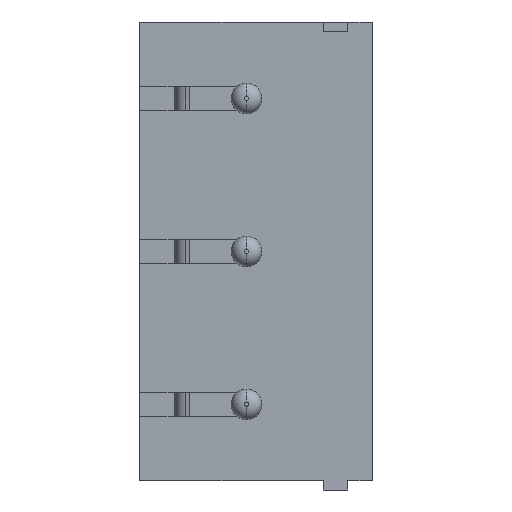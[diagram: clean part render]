
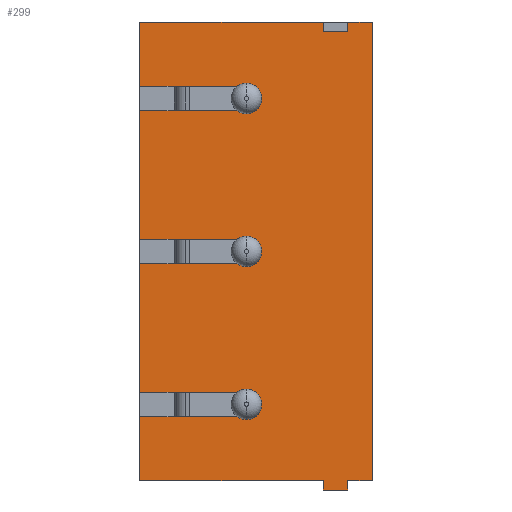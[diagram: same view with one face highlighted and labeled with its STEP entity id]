
A CAD part, front view. The second image highlights one B-rep face of the part: STEP entity #299.
In plain terms, the highlighted planar face has unit normal (0, -1, 0).
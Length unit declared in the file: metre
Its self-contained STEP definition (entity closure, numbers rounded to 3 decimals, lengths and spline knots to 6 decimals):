
#299=ADVANCED_FACE('0:682',(#599),#600,.F.);
#599=FACE_OUTER_BOUND('',#1088,.T.);
#600=PLANE('',#1089);
#1088=EDGE_LOOP('',(#1744,#1745,#1746,#1747,#1748,#1749,#1750,#1751,#1752,#1753,#1754,#1755,#1756,#1757,#1758,#1759,#1760,#1761,#1762,#1763,#1764,#1765,#1766,#1767));
#1089=AXIS2_PLACEMENT_3D('',#1768,#1769,#1770);
#1744=ORIENTED_EDGE('',*,*,#3447,.T.);
#1745=ORIENTED_EDGE('',*,*,#3457,.F.);
#1746=ORIENTED_EDGE('',*,*,#3533,.F.);
#1747=ORIENTED_EDGE('',*,*,#3521,.T.);
#1748=ORIENTED_EDGE('',*,*,#3534,.F.);
#1749=ORIENTED_EDGE('',*,*,#3515,.T.);
#1750=ORIENTED_EDGE('',*,*,#3535,.F.);
#1751=ORIENTED_EDGE('',*,*,#3530,.T.);
#1752=ORIENTED_EDGE('',*,*,#3536,.F.);
#1753=ORIENTED_EDGE('',*,*,#3524,.T.);
#1754=ORIENTED_EDGE('',*,*,#3537,.F.);
#1755=ORIENTED_EDGE('',*,*,#3512,.T.);
#1756=ORIENTED_EDGE('',*,*,#3538,.F.);
#1757=ORIENTED_EDGE('',*,*,#3506,.T.);
#1758=ORIENTED_EDGE('',*,*,#3539,.F.);
#1759=ORIENTED_EDGE('',*,*,#3465,.F.);
#1760=ORIENTED_EDGE('',*,*,#3462,.F.);
#1761=ORIENTED_EDGE('',*,*,#3458,.F.);
#1762=ORIENTED_EDGE('',*,*,#3474,.F.);
#1763=ORIENTED_EDGE('',*,*,#3471,.F.);
#1764=ORIENTED_EDGE('',*,*,#3540,.F.);
#1765=ORIENTED_EDGE('',*,*,#3451,.F.);
#1766=ORIENTED_EDGE('',*,*,#3440,.T.);
#1767=ORIENTED_EDGE('',*,*,#3444,.T.);
#1768=CARTESIAN_POINT('',(0.0,0.0,0.0));
#1769=DIRECTION('',(0.0,1.0,0.0));
#1770=DIRECTION('',(0.0,0.0,1.0));
#3440=EDGE_CURVE('9:11191',#4059,#4060,#4061,.T.);
#3444=EDGE_CURVE('9:11194',#4060,#4067,#4068,.T.);
#3447=EDGE_CURVE('9:11197',#4067,#4072,#4073,.T.);
#3451=EDGE_CURVE('9:11204',#4059,#4078,#4079,.T.);
#3457=EDGE_CURVE('9:11201',#4088,#4072,#4090,.T.);
#3458=EDGE_CURVE('9:5776',#4091,#4092,#4093,.T.);
#3462=EDGE_CURVE('9:5785',#4092,#4099,#4100,.T.);
#3465=EDGE_CURVE('9:6033',#4099,#4104,#4105,.T.);
#3471=EDGE_CURVE('9:6030',#4114,#4116,#4117,.T.);
#3474=EDGE_CURVE('9:5764',#4116,#4091,#4121,.T.);
#3506=EDGE_CURVE('2:14009',#4183,#4184,#4185,.F.);
#3512=EDGE_CURVE('2:14012',#4193,#4194,#4195,.F.);
#3515=EDGE_CURVE('2:14048',#4198,#4199,#4200,.F.);
#3521=EDGE_CURVE('2:14045',#4208,#4209,#4210,.F.);
#3524=EDGE_CURVE('2:14015',#4213,#4214,#4215,.F.);
#3530=EDGE_CURVE('2:14018',#4223,#4224,#4225,.F.);
#3533=EDGE_CURVE('2:2464',#4208,#4088,#4228,.T.);
#3534=EDGE_CURVE('2:2461',#4198,#4209,#4229,.F.);
#3535=EDGE_CURVE('2:2452',#4223,#4199,#4230,.T.);
#3536=EDGE_CURVE('2:2449',#4213,#4224,#4231,.F.);
#3537=EDGE_CURVE('2:2458',#4193,#4214,#4232,.T.);
#3538=EDGE_CURVE('2:2455',#4183,#4194,#4233,.F.);
#3539=EDGE_CURVE('2:2446',#4104,#4184,#4234,.T.);
#3540=EDGE_CURVE('0:712',#4078,#4114,#4235,.T.);
#4059=VERTEX_POINT('',#5058);
#4060=VERTEX_POINT('',#5059);
#4061=LINE('',#5060,#5061);
#4067=VERTEX_POINT('',#5070);
#4068=LINE('',#5071,#5072);
#4072=VERTEX_POINT('',#5078);
#4073=LINE('',#5079,#5080);
#4078=VERTEX_POINT('',#5088);
#4079=LINE('',#5089,#5090);
#4088=VERTEX_POINT('',#5103);
#4090=LINE('',#5106,#5107);
#4091=VERTEX_POINT('',#5108);
#4092=VERTEX_POINT('',#5109);
#4093=LINE('',#5110,#5111);
#4099=VERTEX_POINT('',#5120);
#4100=LINE('',#5121,#5122);
#4104=VERTEX_POINT('',#5128);
#4105=LINE('',#5129,#5130);
#4114=VERTEX_POINT('',#5143);
#4116=VERTEX_POINT('',#5146);
#4117=LINE('',#5147,#5148);
#4121=LINE('',#5154,#5155);
#4183=VERTEX_POINT('',#5248);
#4184=VERTEX_POINT('',#5249);
#4185=LINE('',#5250,#5251);
#4193=VERTEX_POINT('',#5264);
#4194=VERTEX_POINT('',#5265);
#4195=LINE('',#5266,#5267);
#4198=VERTEX_POINT('',#5272);
#4199=VERTEX_POINT('',#5273);
#4200=LINE('',#5274,#5275);
#4208=VERTEX_POINT('',#5288);
#4209=VERTEX_POINT('',#5289);
#4210=LINE('',#5290,#5291);
#4213=VERTEX_POINT('',#5296);
#4214=VERTEX_POINT('',#5297);
#4215=LINE('',#5298,#5299);
#4223=VERTEX_POINT('',#5312);
#4224=VERTEX_POINT('',#5313);
#4225=LINE('',#5314,#5315);
#4228=LINE('',#5320,#5321);
#4229=LINE('',#5322,#5323);
#4230=LINE('',#5324,#5325);
#4231=LINE('',#5326,#5327);
#4232=LINE('',#5328,#5329);
#4233=LINE('',#5330,#5331);
#4234=LINE('',#5332,#5333);
#4235=LINE('',#5334,#5335);
#5058=CARTESIAN_POINT('',(0.003,0.0,0.0075));
#5059=CARTESIAN_POINT('',(0.003,0.0,0.0072));
#5060=CARTESIAN_POINT('',(0.003,0.0,0.003675));
#5061=VECTOR('',#6516,1.0);
#5070=CARTESIAN_POINT('',(0.0022,0.0,0.0072));
#5071=CARTESIAN_POINT('',(0.0013,0.0,0.0072));
#5072=VECTOR('',#6520,1.0);
#5078=CARTESIAN_POINT('',(0.0022,0.0,0.0075));
#5079=CARTESIAN_POINT('',(0.0022,0.0,0.003675));
#5080=VECTOR('',#6523,1.0);
#5088=CARTESIAN_POINT('',(0.0038,0.0,0.0075));
#5089=CARTESIAN_POINT('',(-0.0038,0.0,0.0075));
#5090=VECTOR('',#6527,1.0);
#5103=CARTESIAN_POINT('',(-0.0038,0.0,0.0075));
#5106=CARTESIAN_POINT('',(-0.0038,0.0,0.0075));
#5107=VECTOR('',#6533,1.0);
#5108=CARTESIAN_POINT('',(0.003,0.0,-0.0078));
#5109=CARTESIAN_POINT('',(0.0022,0.0,-0.0078));
#5110=CARTESIAN_POINT('',(0.001143,0.0,-0.0078));
#5111=VECTOR('',#6534,1.0);
#5120=CARTESIAN_POINT('',(0.0022,0.0,-0.0075));
#5121=CARTESIAN_POINT('',(0.0022,0.0,-0.003825));
#5122=VECTOR('',#6538,1.0);
#5128=CARTESIAN_POINT('',(-0.0038,0.0,-0.0075));
#5129=CARTESIAN_POINT('',(0.0038,0.0,-0.0075));
#5130=VECTOR('',#6541,1.0);
#5143=CARTESIAN_POINT('',(0.0038,0.0,-0.0075));
#5146=CARTESIAN_POINT('',(0.003,0.0,-0.0075));
#5147=CARTESIAN_POINT('',(0.0038,0.0,-0.0075));
#5148=VECTOR('',#6547,1.0);
#5154=CARTESIAN_POINT('',(0.003,0.0,-0.003825));
#5155=VECTOR('',#6550,1.0);
#5248=CARTESIAN_POINT('',(-0.00014,0.0,-0.0054));
#5249=CARTESIAN_POINT('',(-0.0038,0.0,-0.0054));
#5250=CARTESIAN_POINT('',(-0.0019,0.0,-0.0054));
#5251=VECTOR('',#6582,1.0);
#5264=CARTESIAN_POINT('',(-0.0038,0.0,-0.0046));
#5265=CARTESIAN_POINT('',(-0.00014,0.0,-0.0046));
#5266=CARTESIAN_POINT('',(-0.0019,0.0,-0.0046));
#5267=VECTOR('',#6588,1.0);
#5272=CARTESIAN_POINT('',(-0.00014,0.0,0.0046));
#5273=CARTESIAN_POINT('',(-0.0038,0.0,0.0046));
#5274=CARTESIAN_POINT('',(-0.0019,0.0,0.0046));
#5275=VECTOR('',#6591,1.0);
#5288=CARTESIAN_POINT('',(-0.0038,0.0,0.0054));
#5289=CARTESIAN_POINT('',(-0.00014,0.0,0.0054));
#5290=CARTESIAN_POINT('',(-0.0019,0.0,0.0054));
#5291=VECTOR('',#6597,1.0);
#5296=CARTESIAN_POINT('',(-0.00014,0.0,-0.0004));
#5297=CARTESIAN_POINT('',(-0.0038,0.0,-0.0004));
#5298=CARTESIAN_POINT('',(-0.0019,0.0,-0.0004));
#5299=VECTOR('',#6600,1.0);
#5312=CARTESIAN_POINT('',(-0.0038,0.0,0.0004));
#5313=CARTESIAN_POINT('',(-0.00014,0.0,0.0004));
#5314=CARTESIAN_POINT('',(-0.0019,0.0,0.0004));
#5315=VECTOR('',#6606,1.0);
#5320=CARTESIAN_POINT('',(-0.0038,0.0,-0.0075));
#5321=VECTOR('',#6609,1.0);
#5322=CARTESIAN_POINT('',(-0.00014,0.0,0.0));
#5323=VECTOR('',#6610,1.0);
#5324=CARTESIAN_POINT('',(-0.0038,0.0,-0.0075));
#5325=VECTOR('',#6611,1.0);
#5326=CARTESIAN_POINT('',(-0.00014,0.0,0.0));
#5327=VECTOR('',#6612,1.0);
#5328=CARTESIAN_POINT('',(-0.0038,0.0,-0.0075));
#5329=VECTOR('',#6613,1.0);
#5330=CARTESIAN_POINT('',(-0.00014,0.0,0.0));
#5331=VECTOR('',#6614,1.0);
#5332=CARTESIAN_POINT('',(-0.0038,0.0,-0.0075));
#5333=VECTOR('',#6615,1.0);
#5334=CARTESIAN_POINT('',(0.0038,0.0,0.0075));
#5335=VECTOR('',#6616,1.0);
#6516=DIRECTION('',(0.0,0.0,-1.0));
#6520=DIRECTION('',(-1.0,0.0,0.0));
#6523=DIRECTION('',(0.0,-0.0,1.0));
#6527=DIRECTION('',(1.0,0.0,0.0));
#6533=DIRECTION('',(1.0,0.0,0.0));
#6534=DIRECTION('',(-1.0,0.0,0.0));
#6538=DIRECTION('',(0.0,-0.0,1.0));
#6541=DIRECTION('',(-1.0,0.0,0.0));
#6547=DIRECTION('',(-1.0,0.0,0.0));
#6550=DIRECTION('',(0.0,0.0,-1.0));
#6582=DIRECTION('',(1.0,0.0,0.0));
#6588=DIRECTION('',(-1.0,0.0,0.0));
#6591=DIRECTION('',(1.0,0.0,0.0));
#6597=DIRECTION('',(-1.0,0.0,0.0));
#6600=DIRECTION('',(1.0,0.0,0.0));
#6606=DIRECTION('',(-1.0,0.0,0.0));
#6609=DIRECTION('',(0.0,0.0,1.0));
#6610=DIRECTION('',(0.0,0.0,-1.0));
#6611=DIRECTION('',(0.0,0.0,1.0));
#6612=DIRECTION('',(0.0,0.0,-1.0));
#6613=DIRECTION('',(0.0,0.0,1.0));
#6614=DIRECTION('',(0.0,0.0,-1.0));
#6615=DIRECTION('',(0.0,0.0,1.0));
#6616=DIRECTION('',(0.0,0.0,-1.0));
